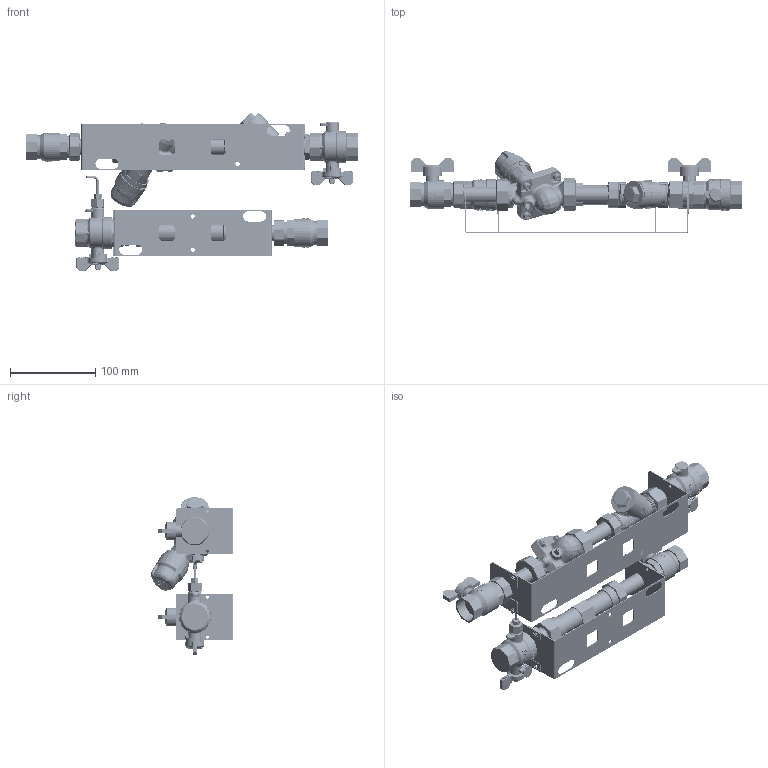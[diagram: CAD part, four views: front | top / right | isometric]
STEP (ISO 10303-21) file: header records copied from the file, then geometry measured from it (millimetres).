
FILE_DESCRIPTION (( 'STEP AP214' ), '1' );
FILE_NAME ('SER-EER Metering Unit_Set12(267B0047).STEP', '2022-08-29T05:27:22', ( '' ), ( '' ), 'SwSTEP 2.0', 'SolidWorks 2021', '' );
FILE_SCHEMA (( 'AUTOMOTIVE_DESIGN' ));
Length unit declared in the file: millimetre
Products named in the file (43): Conta_3\4"; 20210916_01_12_HS_Varsay考an; 26.7x1,78-O-Ring_Varsay考an; Part1^Kapiler_Montaj_Danfoss_Varsay考an; Bracket_SER_Set12_C_Varsay考an; Part2^20210916_01_16_HR_Varsay考an; 89066580_Varsay考an; DAF-29-4_Varsay考an; 8906148_ASM_Varsay考an; SER-EER Metering Unit_Set12(267B0047); 8906501_ASM_Varsay考an; DAF-57-1_Varsay考an; DAF-20-01A_1; DAF-45-4_(00); Ball_Valve_3-4''''_Red_wProbeHole_Tiemme_2985_SKU2360006_Varsay考an; Etiket K齬m齴齙Varsay峫an; DAF-40-03_Varsay考an; DAF-75-1A_Varsay考an; DAF-41_1; DAF-75-1_Varsay考an; 8906540_AF0_Varsay考an; Part14^20210916_01_12_HS_Varsay考an; 8906550_AF0_Varsay考an; DAF-43_(00); DAF-20-01_Varsay考an; Bracket_SER_Set12_A_Varsay考an; 8906224_Varsay考an; Bracket_SER_HR_Set16_A_Varsay考an; DAF-46-3_(00); Etiket Mavi_Varsay考an; Bracket_SER_HR_Set16_C_Varsay考an; 20210916_01_16_HR_Varsay考an; DAF-70_(00); 51340050_Varsay考an; Bracket_SER_Set12_B_Varsay考an; Bracket_SER_HR_Set16_B_Varsay考an; Ball_Valve_3-4''''_Red_Tiemme_2371_SKU2360006_Mavi; AB-PM_Valve_DN20_Varsay考an; Kapiler_Montaj_Danfoss_Varsay考an; Conta_1" ...
Assembly tree (58 placements, depth 5):
  SER-EER Metering Unit_Set12(267B0047)
    20210916_01_16_HR_Varsay考an
      Ball_Valve_3-4''''_Red_Tiemme_2371_SKU2360006_Mavi
      DAF-70_(00)
      Kapiler_Montaj_Danfoss_Varsay考an
        Frese_Kapiler_(00)
        Part1^Kapiler_Montaj_Danfoss_Varsay考an
      Conta_3\4"  x3
      Ball_Valve_3-4''''_Red_wProbeHole_Tiemme_2985_SKU2360006_Varsay考an
      Bracket_SER_HR_Set16_A_Varsay考an
      Bracket_SER_HR_Set16_B_Varsay考an
      Bracket_SER_HR_Set16_C_Varsay考an
      Part2^20210916_01_16_HR_Varsay考an
      DAF-45-4_(00)  x2
      DAF-20-01_Varsay考an
        DAF-20-01A_1
        DAF-41_1
        DAF-43_(00)
      DAF-57-1_Varsay考an
    20210916_01_12_HS_Varsay考an
      DAF-75-1_Varsay考an
        DAF-75-1A_Varsay考an
        DAF-29-4_Varsay考an
        26.7x1,78-O-Ring_Varsay考an
        DAF-40-03_Varsay考an
      Conta_3\4"  x2
      Conta_1"  x3
      Ball_Valve_3-4''''_Red_Tiemme_2371_SKU2360006_Mavi
      Ball_Valve_3-4''''_Red_wProbeHole_Tiemme_2985_SKU2360006_Varsay考an
      DAF-20-01_Varsay考an
        DAF-20-01A_1
        DAF-41_1
        DAF-43_(00)
      Bracket_SER_Set12_B_Varsay考an
      Bracket_SER_Set12_C_Varsay考an
      Bracket_SER_Set12_A_Varsay考an
      AB-PM_Valve_DN20_Varsay考an
        8906703_Varsay考an
        51340050_Varsay考an  x4
        89066580_Varsay考an
        8906148_ASM_Varsay考an
          8906224_Varsay考an
        8906501_ASM_Varsay考an
          8906540_AF0_Varsay考an
          8906550_AF0_Varsay考an
      Part13^20210916_01_12_HS_Varsay考an
      Part14^20210916_01_12_HS_Varsay考an
      DAF-45-4_(00)  x2
      DAF-46-3_(00)  x2
    Etiket K齬m齴齙Varsay峫an
    Etiket Mavi_Varsay考an
Bounding box: 390.2 x 96.63 x 186.45 mm (x, y, z)
Volume: 378138.6 mm3; surface area: 308880.5 mm2
Topology: 69 solids, 93 shells, 5514 faces, 14262 edges, 9069 vertices
Faces by surface type: plane 2126, bspline 1511, cylinder 1320, cone 475, torus 76, sphere 6
Entity records: 210017 total; most frequent: CARTESIAN_POINT 114050, ORIENTED_EDGE 21092, DIRECTION 15366, EDGE_CURVE 10572, VERTEX_POINT 6759, AXIS2_PLACEMENT_3D 5391, VECTOR 4584, LINE 4584
